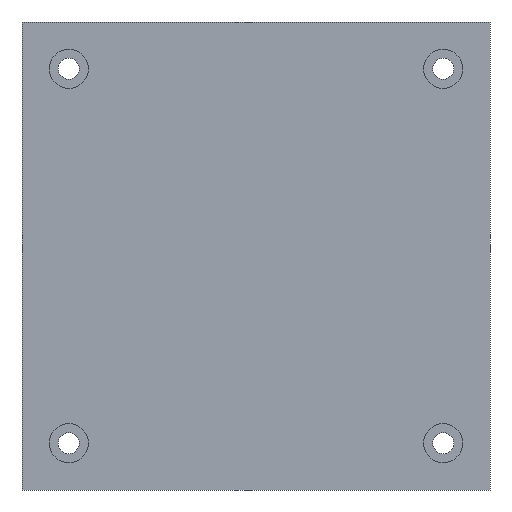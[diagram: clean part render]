
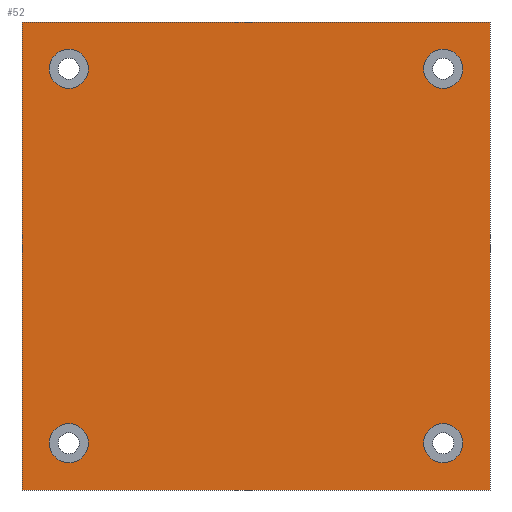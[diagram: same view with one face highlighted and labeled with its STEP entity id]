
A CAD part, front view. The second image highlights one B-rep face of the part: STEP entity #52.
In plain terms, the highlighted planar face has unit normal (0, -1, 0).
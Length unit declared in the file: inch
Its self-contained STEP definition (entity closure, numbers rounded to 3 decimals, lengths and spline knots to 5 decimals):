
#14 = AXIS2_PLACEMENT_3D ( 'NONE', #484, #605, #732 ) ;
#17 = ORIENTED_EDGE ( 'NONE', *, *, #95, .F. ) ;
#18 = VECTOR ( 'NONE', #84, 39.37008 ) ;
#22 = CARTESIAN_POINT ( 'NONE',  ( 1.5, -0.20313, 1.5 ) ) ;
#25 = VERTEX_POINT ( 'NONE', #115 ) ;
#26 = CARTESIAN_POINT ( 'NONE',  ( -1.5, -0.20313, 1.34375 ) ) ;
#32 = VECTOR ( 'NONE', #511, 39.37008 ) ;
#34 = ORIENTED_EDGE ( 'NONE', *, *, #408, .F. ) ;
#38 = EDGE_CURVE ( 'NONE', #541, #220, #117, .T. ) ;
#44 = DIRECTION ( 'NONE',  ( 0., 0., -1. ) ) ;
#48 = VECTOR ( 'NONE', #652, 39.37008 ) ;
#52 = ADVANCED_FACE ( 'NONE', ( #785, #478, #483, #731, #545 ), #171, .T. ) ;
#61 = VERTEX_POINT ( 'NONE', #82 ) ;
#62 = VERTEX_POINT ( 'NONE', #223 ) ;
#66 = ORIENTED_EDGE ( 'NONE', *, *, #38, .F. ) ;
#77 = AXIS2_PLACEMENT_3D ( 'NONE', #334, #722, #44 ) ;
#81 = CARTESIAN_POINT ( 'NONE',  ( -1.875, -0.20313, 1.875 ) ) ;
#82 = CARTESIAN_POINT ( 'NONE',  ( 1.5, -0.20313, 1.65625 ) ) ;
#84 = DIRECTION ( 'NONE',  ( -1., 0., 0. ) ) ;
#89 = ORIENTED_EDGE ( 'NONE', *, *, #615, .F. ) ;
#95 = EDGE_CURVE ( 'NONE', #512, #331, #430, .T. ) ;
#103 = DIRECTION ( 'NONE',  ( 0., 0., -1. ) ) ;
#107 = AXIS2_PLACEMENT_3D ( 'NONE', #474, #343, #479 ) ;
#114 = EDGE_CURVE ( 'NONE', #747, #62, #781, .T. ) ;
#115 = CARTESIAN_POINT ( 'NONE',  ( 1.5, -0.20313, 1.34375 ) ) ;
#117 = CIRCLE ( 'NONE', #222, 0.15625 ) ;
#124 = EDGE_CURVE ( 'NONE', #61, #25, #491, .T. ) ;
#127 = AXIS2_PLACEMENT_3D ( 'NONE', #767, #472, #274 ) ;
#130 = DIRECTION ( 'NONE',  ( 1., 0., 0. ) ) ;
#137 = ORIENTED_EDGE ( 'NONE', *, *, #114, .F. ) ;
#140 = EDGE_LOOP ( 'NONE', ( #89, #66 ) ) ;
#144 = DIRECTION ( 'NONE',  ( 0., -1., 0. ) ) ;
#166 = CARTESIAN_POINT ( 'NONE',  ( 1.875, -0.20313, 1.875 ) ) ;
#167 = DIRECTION ( 'NONE',  ( 0., -1., 0. ) ) ;
#170 = CARTESIAN_POINT ( 'NONE',  ( 1.875, -0.20313, 1.875 ) ) ;
#171 = PLANE ( 'NONE',  #805 ) ;
#204 = DIRECTION ( 'NONE',  ( 0., 0., -1. ) ) ;
#205 = ORIENTED_EDGE ( 'NONE', *, *, #589, .F. ) ;
#214 = LINE ( 'NONE', #81, #787 ) ;
#215 = DIRECTION ( 'NONE',  ( 0., 0., -1. ) ) ;
#220 = VERTEX_POINT ( 'NONE', #425 ) ;
#222 = AXIS2_PLACEMENT_3D ( 'NONE', #534, #167, #609 ) ;
#223 = CARTESIAN_POINT ( 'NONE',  ( -1.875, -0.20313, 1.875 ) ) ;
#225 = ORIENTED_EDGE ( 'NONE', *, *, #406, .F. ) ;
#238 = VERTEX_POINT ( 'NONE', #736 ) ;
#247 = EDGE_CURVE ( 'NONE', #25, #61, #574, .T. ) ;
#267 = AXIS2_PLACEMENT_3D ( 'NONE', #22, #273, #215 ) ;
#271 = VERTEX_POINT ( 'NONE', #26 ) ;
#273 = DIRECTION ( 'NONE',  ( 0., -1., 0. ) ) ;
#274 = DIRECTION ( 'NONE',  ( 0., 0., -1. ) ) ;
#279 = EDGE_LOOP ( 'NONE', ( #34, #560 ) ) ;
#293 = AXIS2_PLACEMENT_3D ( 'NONE', #505, #144, #204 ) ;
#331 = VERTEX_POINT ( 'NONE', #689 ) ;
#334 = CARTESIAN_POINT ( 'NONE',  ( -1.5, -0.20313, 1.5 ) ) ;
#337 = EDGE_LOOP ( 'NONE', ( #205, #645, #423, #137 ) ) ;
#343 = DIRECTION ( 'NONE',  ( 0., -1., 0. ) ) ;
#381 = EDGE_CURVE ( 'NONE', #62, #711, #214, .T. ) ;
#406 = EDGE_CURVE ( 'NONE', #331, #512, #538, .T. ) ;
#408 = EDGE_CURVE ( 'NONE', #271, #768, #640, .T. ) ;
#420 = CARTESIAN_POINT ( 'NONE',  ( 0., -0.20313, 0. ) ) ;
#423 = ORIENTED_EDGE ( 'NONE', *, *, #381, .F. ) ;
#425 = CARTESIAN_POINT ( 'NONE',  ( 1.5, -0.20313, -1.65625 ) ) ;
#430 = CIRCLE ( 'NONE', #529, 0.15625 ) ;
#440 = ORIENTED_EDGE ( 'NONE', *, *, #247, .F. ) ;
#454 = CIRCLE ( 'NONE', #107, 0.15625 ) ;
#459 = CARTESIAN_POINT ( 'NONE',  ( -1.5, -0.20313, -1.5 ) ) ;
#468 = EDGE_CURVE ( 'NONE', #768, #271, #454, .T. ) ;
#472 = DIRECTION ( 'NONE',  ( 0., -1., 0. ) ) ;
#474 = CARTESIAN_POINT ( 'NONE',  ( -1.5, -0.20313, 1.5 ) ) ;
#476 = CARTESIAN_POINT ( 'NONE',  ( -1.875, -0.20313, -1.875 ) ) ;
#478 = FACE_BOUND ( 'NONE', #752, .T. ) ;
#479 = DIRECTION ( 'NONE',  ( 0., 0., -1. ) ) ;
#481 = CIRCLE ( 'NONE', #127, 0.15625 ) ;
#482 = LINE ( 'NONE', #476, #18 ) ;
#483 = FACE_BOUND ( 'NONE', #140, .T. ) ;
#484 = CARTESIAN_POINT ( 'NONE',  ( 1.5, -0.20313, 1.5 ) ) ;
#491 = CIRCLE ( 'NONE', #267, 0.15625 ) ;
#505 = CARTESIAN_POINT ( 'NONE',  ( -1.5, -0.20313, -1.5 ) ) ;
#511 = DIRECTION ( 'NONE',  ( 0., 0., 1. ) ) ;
#512 = VERTEX_POINT ( 'NONE', #775 ) ;
#529 = AXIS2_PLACEMENT_3D ( 'NONE', #459, #532, #103 ) ;
#532 = DIRECTION ( 'NONE',  ( 0., -1., 0. ) ) ;
#534 = CARTESIAN_POINT ( 'NONE',  ( 1.5, -0.20313, -1.5 ) ) ;
#538 = CIRCLE ( 'NONE', #293, 0.15625 ) ;
#541 = VERTEX_POINT ( 'NONE', #720 ) ;
#545 = FACE_OUTER_BOUND ( 'NONE', #337, .T. ) ;
#551 = CARTESIAN_POINT ( 'NONE',  ( -1.5, -0.20313, 1.65625 ) ) ;
#560 = ORIENTED_EDGE ( 'NONE', *, *, #468, .F. ) ;
#574 = CIRCLE ( 'NONE', #14, 0.15625 ) ;
#589 = EDGE_CURVE ( 'NONE', #238, #747, #482, .T. ) ;
#597 = EDGE_CURVE ( 'NONE', #711, #238, #778, .T. ) ;
#603 = ORIENTED_EDGE ( 'NONE', *, *, #124, .F. ) ;
#605 = DIRECTION ( 'NONE',  ( 0., -1., 0. ) ) ;
#609 = DIRECTION ( 'NONE',  ( 0., 0., -1. ) ) ;
#615 = EDGE_CURVE ( 'NONE', #220, #541, #481, .T. ) ;
#640 = CIRCLE ( 'NONE', #77, 0.15625 ) ;
#645 = ORIENTED_EDGE ( 'NONE', *, *, #597, .F. ) ;
#647 = DIRECTION ( 'NONE',  ( 0., 0., -1. ) ) ;
#652 = DIRECTION ( 'NONE',  ( 0., 0., -1. ) ) ;
#662 = CARTESIAN_POINT ( 'NONE',  ( -1.875, -0.20313, 1.875 ) ) ;
#668 = CARTESIAN_POINT ( 'NONE',  ( -1.875, -0.20313, -1.875 ) ) ;
#669 = DIRECTION ( 'NONE',  ( 0., -1., 0. ) ) ;
#685 = EDGE_LOOP ( 'NONE', ( #17, #225 ) ) ;
#689 = CARTESIAN_POINT ( 'NONE',  ( -1.5, -0.20313, -1.34375 ) ) ;
#711 = VERTEX_POINT ( 'NONE', #170 ) ;
#720 = CARTESIAN_POINT ( 'NONE',  ( 1.5, -0.20313, -1.34375 ) ) ;
#722 = DIRECTION ( 'NONE',  ( 0., -1., 0. ) ) ;
#731 = FACE_BOUND ( 'NONE', #279, .T. ) ;
#732 = DIRECTION ( 'NONE',  ( 0., 0., -1. ) ) ;
#736 = CARTESIAN_POINT ( 'NONE',  ( 1.875, -0.20313, -1.875 ) ) ;
#747 = VERTEX_POINT ( 'NONE', #668 ) ;
#752 = EDGE_LOOP ( 'NONE', ( #440, #603 ) ) ;
#767 = CARTESIAN_POINT ( 'NONE',  ( 1.5, -0.20313, -1.5 ) ) ;
#768 = VERTEX_POINT ( 'NONE', #551 ) ;
#775 = CARTESIAN_POINT ( 'NONE',  ( -1.5, -0.20313, -1.65625 ) ) ;
#778 = LINE ( 'NONE', #166, #48 ) ;
#781 = LINE ( 'NONE', #662, #32 ) ;
#785 = FACE_BOUND ( 'NONE', #685, .T. ) ;
#787 = VECTOR ( 'NONE', #130, 39.37008 ) ;
#805 = AXIS2_PLACEMENT_3D ( 'NONE', #420, #669, #647 ) ;
